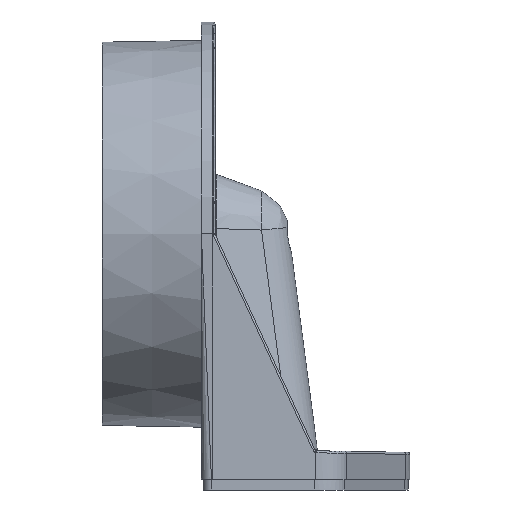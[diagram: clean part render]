
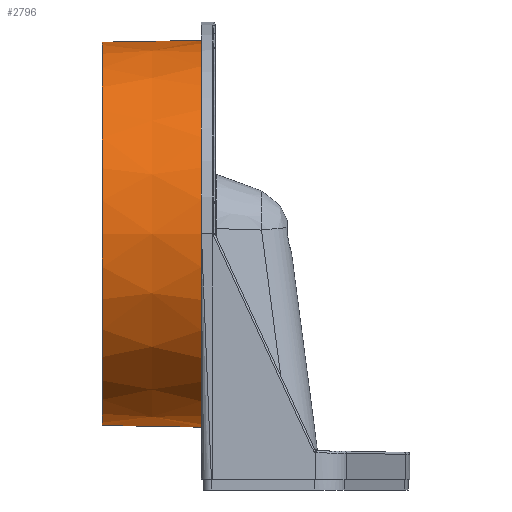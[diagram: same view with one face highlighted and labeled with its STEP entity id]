
A CAD part, left-side view. The second image highlights one B-rep face of the part: STEP entity #2796.
In plain terms, the highlighted conical face has half-angle 1 degrees and reference radius 28.3 mm.
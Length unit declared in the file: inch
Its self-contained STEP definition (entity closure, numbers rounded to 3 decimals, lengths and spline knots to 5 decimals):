
#194 = VERTEX_POINT ( 'NONE', #1857 ) ;
#199 = DIRECTION ( 'NONE',  ( 0., 0., -1. ) ) ;
#505 = DIRECTION ( 'NONE',  ( 0., -1., -0.017 ) ) ;
#537 = CARTESIAN_POINT ( 'NONE',  ( 0., 0.64961, 1.10421 ) ) ;
#890 = LINE ( 'NONE', #7627, #8073 ) ;
#1269 = ORIENTED_EDGE ( 'NONE', *, *, #8963, .T. ) ;
#1395 = CARTESIAN_POINT ( 'NONE',  ( 0., 0.07874, 0. ) ) ;
#1535 = ORIENTED_EDGE ( 'NONE', *, *, #2851, .T. ) ;
#1624 = VERTEX_POINT ( 'NONE', #4743 ) ;
#1857 = CARTESIAN_POINT ( 'NONE',  ( 0., 0.07874, -1.11417 ) ) ;
#1970 = CONICAL_SURFACE ( 'NONE', #2912, 1.11417, 0.017 ) ;
#2065 = CIRCLE ( 'NONE', #3479, 1.11417 ) ;
#2796 = ADVANCED_FACE ( 'NONE', ( #8083 ), #1970, .T. ) ;
#2851 = EDGE_CURVE ( 'NONE', #3050, #194, #9452, .T. ) ;
#2912 = AXIS2_PLACEMENT_3D ( 'NONE', #1395, #5760, #7345 ) ;
#3050 = VERTEX_POINT ( 'NONE', #8655 ) ;
#3143 = EDGE_CURVE ( 'NONE', #4779, #3050, #7651, .T. ) ;
#3479 = AXIS2_PLACEMENT_3D ( 'NONE', #5549, #8564, #199 ) ;
#4265 = CARTESIAN_POINT ( 'NONE',  ( 0., 0.07874, -1.11417 ) ) ;
#4662 = ORIENTED_EDGE ( 'NONE', *, *, #3143, .T. ) ;
#4743 = CARTESIAN_POINT ( 'NONE',  ( 0., 0.07874, 1.11417 ) ) ;
#4779 = VERTEX_POINT ( 'NONE', #537 ) ;
#4842 = CARTESIAN_POINT ( 'NONE',  ( 0., 0.64961, 0. ) ) ;
#5549 = CARTESIAN_POINT ( 'NONE',  ( 0., 0.07874, 0. ) ) ;
#5760 = DIRECTION ( 'NONE',  ( 0., -1., 0. ) ) ;
#6213 = ORIENTED_EDGE ( 'NONE', *, *, #9071, .F. ) ;
#6782 = EDGE_LOOP ( 'NONE', ( #6213, #4662, #1535, #1269 ) ) ;
#6936 = DIRECTION ( 'NONE',  ( 0., -1., 0.017 ) ) ;
#7022 = AXIS2_PLACEMENT_3D ( 'NONE', #4842, #7916, #7867 ) ;
#7345 = DIRECTION ( 'NONE',  ( 0., 0., -1. ) ) ;
#7347 = VECTOR ( 'NONE', #505, 39.37008 ) ;
#7627 = CARTESIAN_POINT ( 'NONE',  ( 0., 0.07874, 1.11417 ) ) ;
#7651 = CIRCLE ( 'NONE', #7022, 1.10421 ) ;
#7867 = DIRECTION ( 'NONE',  ( 0., 0., -1. ) ) ;
#7916 = DIRECTION ( 'NONE',  ( 0., -1., 0. ) ) ;
#8073 = VECTOR ( 'NONE', #6936, 39.37008 ) ;
#8083 = FACE_OUTER_BOUND ( 'NONE', #6782, .T. ) ;
#8564 = DIRECTION ( 'NONE',  ( 0., 1., 0. ) ) ;
#8655 = CARTESIAN_POINT ( 'NONE',  ( 0., 0.64961, -1.10421 ) ) ;
#8963 = EDGE_CURVE ( 'NONE', #194, #1624, #2065, .T. ) ;
#9071 = EDGE_CURVE ( 'NONE', #4779, #1624, #890, .T. ) ;
#9452 = LINE ( 'NONE', #4265, #7347 ) ;
